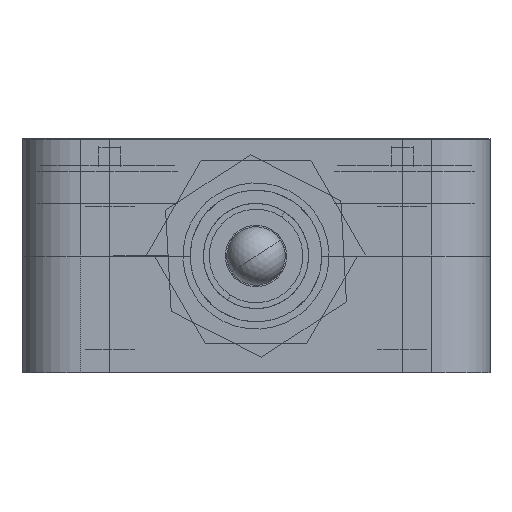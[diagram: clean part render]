
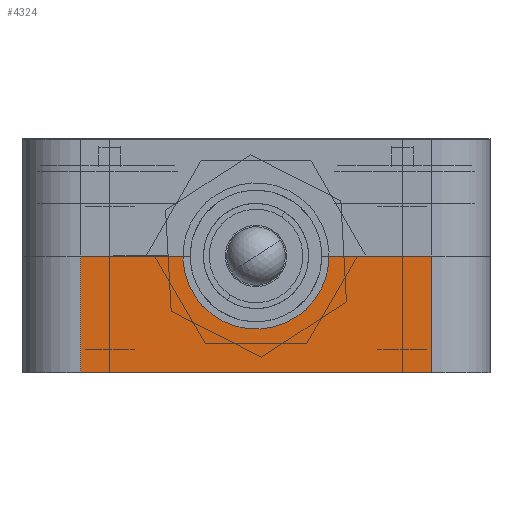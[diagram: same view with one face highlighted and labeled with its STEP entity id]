
A CAD part, front view. The second image highlights one B-rep face of the part: STEP entity #4324.
In plain terms, the highlighted face is planar.
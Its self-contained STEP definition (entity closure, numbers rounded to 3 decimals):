
#30 = CARTESIAN_POINT ( 'NONE',  ( -6., 4., -19. ) ) ;
#150 = ORIENTED_EDGE ( 'NONE', *, *, #551, .T. ) ;
#199 = EDGE_CURVE ( 'NONE', #3116, #1060, #5920, .T. ) ;
#216 = FACE_OUTER_BOUND ( 'NONE', #4289, .T. ) ;
#551 = EDGE_CURVE ( 'NONE', #1060, #4605, #1680, .T. ) ;
#964 = DIRECTION ( 'NONE',  ( 0., 0., -1. ) ) ;
#1060 = VERTEX_POINT ( 'NONE', #7310 ) ;
#1087 = AXIS2_PLACEMENT_3D ( 'NONE', #2710, #964, #5918 ) ;
#1568 = VECTOR ( 'NONE', #3415, 1000. ) ;
#1604 = VECTOR ( 'NONE', #7054, 1000. ) ;
#1649 = ORIENTED_EDGE ( 'NONE', *, *, #7828, .T. ) ;
#1680 = LINE ( 'NONE', #7794, #7110 ) ;
#2018 = CARTESIAN_POINT ( 'NONE',  ( -8., 0., -19. ) ) ;
#2343 = CARTESIAN_POINT ( 'NONE',  ( -6., 0., -19. ) ) ;
#2484 = VERTEX_POINT ( 'NONE', #7426 ) ;
#2710 = CARTESIAN_POINT ( 'NONE',  ( -8., 4., -19. ) ) ;
#2943 = CARTESIAN_POINT ( 'NONE',  ( -8., 4., -19. ) ) ;
#2956 = CARTESIAN_POINT ( 'NONE',  ( -8., 4., -19. ) ) ;
#3116 = VERTEX_POINT ( 'NONE', #5877 ) ;
#3139 = LINE ( 'NONE', #6920, #8042 ) ;
#3363 = LINE ( 'NONE', #2018, #1604 ) ;
#3398 = DIRECTION ( 'NONE',  ( 0., -1., 0. ) ) ;
#3415 = DIRECTION ( 'NONE',  ( 1., 0., 0. ) ) ;
#3449 = EDGE_CURVE ( 'NONE', #3116, #2484, #5320, .T. ) ;
#3915 = VERTEX_POINT ( 'NONE', #2343 ) ;
#4016 = AXIS2_PLACEMENT_3D ( 'NONE', #6837, #5663, #5867 ) ;
#4256 = EDGE_CURVE ( 'NONE', #3915, #4605, #3363, .T. ) ;
#4289 = EDGE_LOOP ( 'NONE', ( #7154, #150, #4915, #4974, #1649, #7286 ) ) ;
#4324 = ADVANCED_FACE ( 'NONE', ( #216 ), #7760, .T. ) ;
#4605 = VERTEX_POINT ( 'NONE', #4969 ) ;
#4764 = VECTOR ( 'NONE', #5426, 1000. ) ;
#4915 = ORIENTED_EDGE ( 'NONE', *, *, #4256, .F. ) ;
#4969 = CARTESIAN_POINT ( 'NONE',  ( 6., 0., -19. ) ) ;
#4974 = ORIENTED_EDGE ( 'NONE', *, *, #7057, .T. ) ;
#5047 = VERTEX_POINT ( 'NONE', #30 ) ;
#5320 = CIRCLE ( 'NONE', #4016, 2.25 ) ;
#5426 = DIRECTION ( 'NONE',  ( 1., 0., 0. ) ) ;
#5663 = DIRECTION ( 'NONE',  ( 0., 0., -1. ) ) ;
#5867 = DIRECTION ( 'NONE',  ( -1., 0., 0. ) ) ;
#5877 = CARTESIAN_POINT ( 'NONE',  ( 2.25, 4., -19. ) ) ;
#5918 = DIRECTION ( 'NONE',  ( -1., 0., 0. ) ) ;
#5920 = LINE ( 'NONE', #2943, #4764 ) ;
#6514 = LINE ( 'NONE', #2956, #1568 ) ;
#6837 = CARTESIAN_POINT ( 'NONE',  ( 0., 4., -19. ) ) ;
#6920 = CARTESIAN_POINT ( 'NONE',  ( -6., 4., -19. ) ) ;
#7054 = DIRECTION ( 'NONE',  ( 1., 0., 0. ) ) ;
#7057 = EDGE_CURVE ( 'NONE', #3915, #5047, #3139, .T. ) ;
#7110 = VECTOR ( 'NONE', #3398, 1000. ) ;
#7154 = ORIENTED_EDGE ( 'NONE', *, *, #199, .T. ) ;
#7286 = ORIENTED_EDGE ( 'NONE', *, *, #3449, .F. ) ;
#7310 = CARTESIAN_POINT ( 'NONE',  ( 6., 4., -19. ) ) ;
#7426 = CARTESIAN_POINT ( 'NONE',  ( -2.25, 4., -19. ) ) ;
#7449 = DIRECTION ( 'NONE',  ( 0., 1., 0. ) ) ;
#7760 = PLANE ( 'NONE',  #1087 ) ;
#7794 = CARTESIAN_POINT ( 'NONE',  ( 6., 0., -19. ) ) ;
#7828 = EDGE_CURVE ( 'NONE', #5047, #2484, #6514, .T. ) ;
#8042 = VECTOR ( 'NONE', #7449, 1000. ) ;
